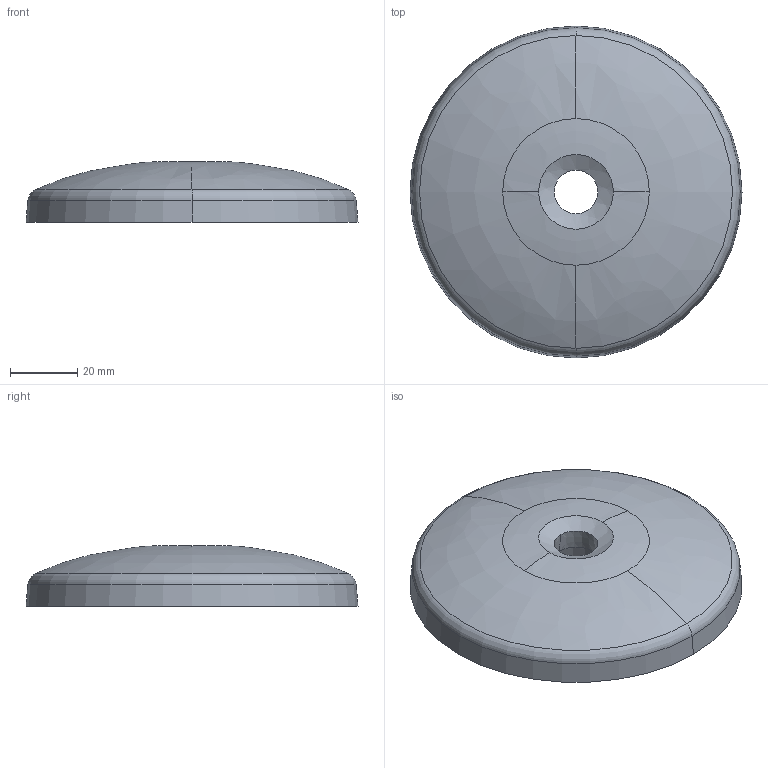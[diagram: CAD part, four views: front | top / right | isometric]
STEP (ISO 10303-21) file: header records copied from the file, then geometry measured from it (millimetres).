
FILE_DESCRIPTION (( 'STEP AP203' ), '1' );
FILE_NAME ('203600406_c_1.STEP', '2022-12-26T04:09:15', ( '' ), ( '' ), 'SwSTEP 2.0', 'SolidWorks 2014', '' );
FILE_SCHEMA (( 'CONFIG_CONTROL_DESIGN' ));
Length unit declared in the file: millimetre
Products named in the file (1): 203600406_c_1
Bounding box: 99 x 99 x 18 mm (x, y, z)
Volume: 43386.5 mm3; surface area: 21932.9 mm2
Topology: 1 solids, 1 shells, 33 faces, 72 edges, 42 vertices
Faces by surface type: cone 12, torus 10, bspline 4, cylinder 4, plane 2, sphere 1
Entity records: 1043 total; most frequent: CARTESIAN_POINT 208, DIRECTION 188, ORIENTED_EDGE 144, AXIS2_PLACEMENT_3D 86, EDGE_CURVE 72, CIRCLE 56, VERTEX_POINT 42, EDGE_LOOP 36
